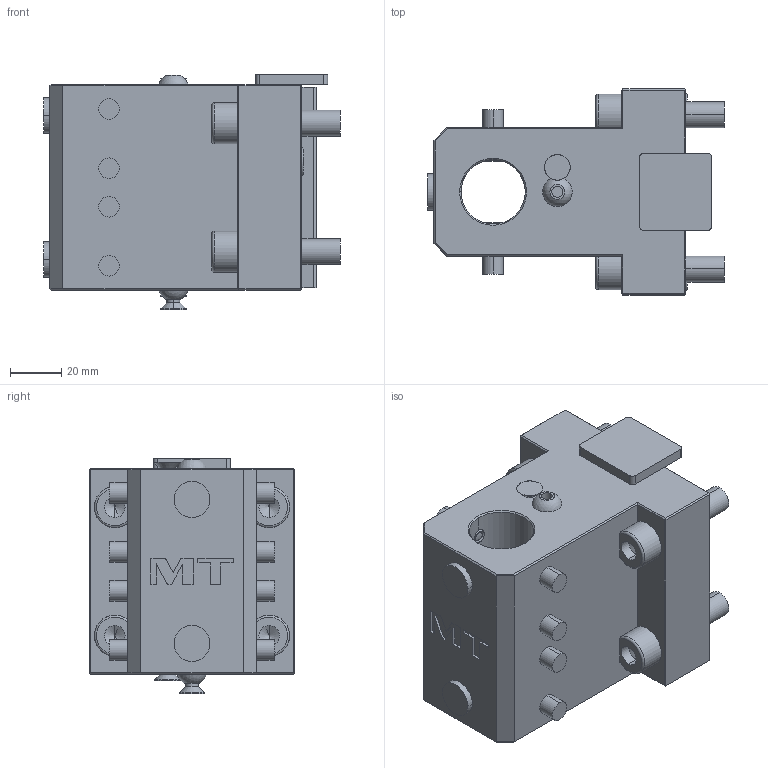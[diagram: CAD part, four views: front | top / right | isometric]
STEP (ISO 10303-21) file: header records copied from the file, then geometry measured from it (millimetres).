
FILE_DESCRIPTION((''),'2;1');
FILE_NAME('NKM0112520_CONF','2023-05-11T14:32:35',('gvalli'),('M.T. srl'),'CREO PARAMETRIC BY PTC INC, 2021072','CREO PARAMETRIC BY PTC INC, 2021072','');
FILE_SCHEMA(('CONFIG_CONTROL_DESIGN'));
Length unit declared in the file: millimetre
Products named in the file (1): NKM0112520_CONF
Bounding box: 115.5 x 80 x 91.55 mm (x, y, z)
Volume: 436915.1 mm3; surface area: 53209.9 mm2
Topology: 1 solids, 1 shells, 246 faces, 609 edges, 378 vertices
Faces by surface type: plane 116, cylinder 68, cone 50, torus 8, extrusion 2, sphere 2
Entity records: 8407 total; most frequent: CARTESIAN_POINT 2521, DIRECTION 1207, ORIENTED_EDGE 1202, EDGE_CURVE 601, AXIS2_PLACEMENT_3D 412, VECTOR 383, LINE 381, VERTEX_POINT 378
